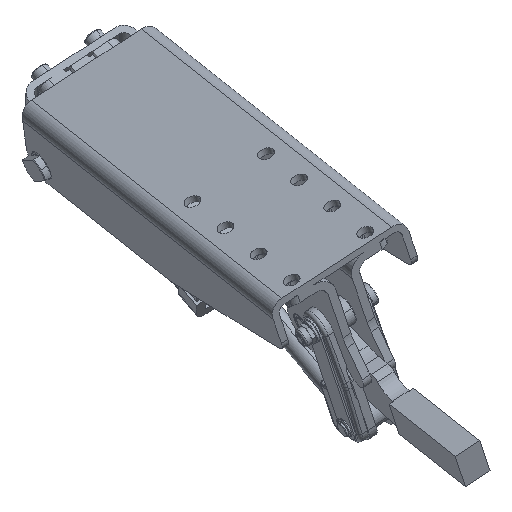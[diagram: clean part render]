
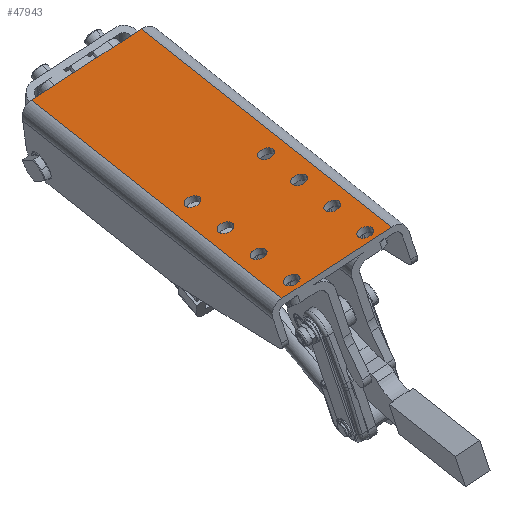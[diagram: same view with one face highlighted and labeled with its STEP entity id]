
A CAD part, top view. The second image highlights one B-rep face of the part: STEP entity #47943.
In plain terms, the highlighted planar face has unit normal (-0.253, 0.738, 0.626).
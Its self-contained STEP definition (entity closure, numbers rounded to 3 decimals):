
#4255=CARTESIAN_POINT('',(251.497,34.472,-124.233));
#4256=VERTEX_POINT('',#4255);
#4265=CARTESIAN_POINT('',(258.317,38.904,-126.7));
#4266=VERTEX_POINT('',#4265);
#4267=CARTESIAN_POINT('',(254.907,36.688,-125.467));
#4268=DIRECTION('',(0.253,-0.737,-0.626));
#4269=DIRECTION('',(-0.802,-0.521,0.29));
#4270=AXIS2_PLACEMENT_3D('',#4267,#4268,#4269);
#4271=CIRCLE('',#4270,4.25);
#4272=EDGE_CURVE('',#4266,#4256,#4271,.T.);
#4318=CARTESIAN_POINT('',(215.388,11.009,-111.17));
#4319=VERTEX_POINT('',#4318);
#4328=CARTESIAN_POINT('',(222.208,15.441,-113.638));
#4329=VERTEX_POINT('',#4328);
#4330=CARTESIAN_POINT('',(218.798,13.225,-112.404));
#4331=DIRECTION('',(0.253,-0.737,-0.626));
#4332=DIRECTION('',(-0.802,-0.521,0.29));
#4333=AXIS2_PLACEMENT_3D('',#4330,#4331,#4332);
#4334=CIRCLE('',#4333,4.25);
#4335=EDGE_CURVE('',#4329,#4319,#4334,.T.);
#4381=CARTESIAN_POINT('',(235.277,47.351,-145.937));
#4382=VERTEX_POINT('',#4381);
#4391=CARTESIAN_POINT('',(242.097,51.783,-148.404));
#4392=VERTEX_POINT('',#4391);
#4393=CARTESIAN_POINT('',(238.687,49.567,-147.17));
#4394=DIRECTION('',(0.253,-0.737,-0.626));
#4395=DIRECTION('',(-0.802,-0.521,0.29));
#4396=AXIS2_PLACEMENT_3D('',#4393,#4394,#4395);
#4397=CIRCLE('',#4396,4.25);
#4398=EDGE_CURVE('',#4392,#4382,#4397,.T.);
#4444=CARTESIAN_POINT('',(199.168,23.888,-132.874));
#4445=VERTEX_POINT('',#4444);
#4454=CARTESIAN_POINT('',(205.988,28.32,-135.341));
#4455=VERTEX_POINT('',#4454);
#4456=CARTESIAN_POINT('',(202.578,26.104,-134.108));
#4457=DIRECTION('',(0.253,-0.737,-0.626));
#4458=DIRECTION('',(-0.802,-0.521,0.29));
#4459=AXIS2_PLACEMENT_3D('',#4456,#4457,#4458);
#4460=CIRCLE('',#4459,4.25);
#4461=EDGE_CURVE('',#4455,#4445,#4460,.T.);
#4507=CARTESIAN_POINT('',(219.057,60.23,-167.64));
#4508=VERTEX_POINT('',#4507);
#4517=CARTESIAN_POINT('',(225.877,64.662,-170.108));
#4518=VERTEX_POINT('',#4517);
#4519=CARTESIAN_POINT('',(222.467,62.446,-168.874));
#4520=DIRECTION('',(0.253,-0.737,-0.626));
#4521=DIRECTION('',(-0.802,-0.521,0.29));
#4522=AXIS2_PLACEMENT_3D('',#4519,#4520,#4521);
#4523=CIRCLE('',#4522,4.25);
#4524=EDGE_CURVE('',#4518,#4508,#4523,.T.);
#4570=CARTESIAN_POINT('',(182.948,36.767,-154.578));
#4571=VERTEX_POINT('',#4570);
#4580=CARTESIAN_POINT('',(189.768,41.199,-157.045));
#4581=VERTEX_POINT('',#4580);
#4582=CARTESIAN_POINT('',(186.358,38.983,-155.811));
#4583=DIRECTION('',(0.253,-0.737,-0.626));
#4584=DIRECTION('',(-0.802,-0.521,0.29));
#4585=AXIS2_PLACEMENT_3D('',#4582,#4583,#4584);
#4586=CIRCLE('',#4585,4.25);
#4587=EDGE_CURVE('',#4581,#4571,#4586,.T.);
#4633=CARTESIAN_POINT('',(202.837,73.109,-189.344));
#4634=VERTEX_POINT('',#4633);
#4643=CARTESIAN_POINT('',(209.657,77.54,-191.811));
#4644=VERTEX_POINT('',#4643);
#4645=CARTESIAN_POINT('',(206.247,75.325,-190.578));
#4646=DIRECTION('',(0.253,-0.737,-0.626));
#4647=DIRECTION('',(-0.802,-0.521,0.29));
#4648=AXIS2_PLACEMENT_3D('',#4645,#4646,#4647);
#4649=CIRCLE('',#4648,4.25);
#4650=EDGE_CURVE('',#4644,#4634,#4649,.T.);
#4696=CARTESIAN_POINT('',(166.728,49.645,-176.281));
#4697=VERTEX_POINT('',#4696);
#4706=CARTESIAN_POINT('',(173.548,54.077,-178.749));
#4707=VERTEX_POINT('',#4706);
#4708=CARTESIAN_POINT('',(170.138,51.861,-177.515));
#4709=DIRECTION('',(0.253,-0.737,-0.626));
#4710=DIRECTION('',(-0.802,-0.521,0.29));
#4711=AXIS2_PLACEMENT_3D('',#4708,#4709,#4710);
#4712=CIRCLE('',#4711,4.25);
#4713=EDGE_CURVE('',#4707,#4697,#4712,.T.);
#47374=CARTESIAN_POINT('',(91.249,101.757,-268.072));
#47375=VERTEX_POINT('',#47374);
#47383=CARTESIAN_POINT('',(145.011,136.691,-287.521));
#47384=VERTEX_POINT('',#47383);
#47385=CARTESIAN_POINT('',(145.011,136.691,-287.521));
#47386=DIRECTION('',(-0.802,-0.521,0.29));
#47387=VECTOR('',#47386,67.);
#47388=LINE('',#47385,#47387);
#47389=EDGE_CURVE('',#47384,#47375,#47388,.T.);
#47425=CARTESIAN_POINT('',(214.026,4.27,-103.785));
#47426=VERTEX_POINT('',#47425);
#47434=CARTESIAN_POINT('',(91.249,101.757,-268.072));
#47435=DIRECTION('',(0.541,-0.429,0.723));
#47436=VECTOR('',#47435,227.087);
#47437=LINE('',#47434,#47436);
#47438=EDGE_CURVE('',#47375,#47426,#47437,.T.);
#47573=CARTESIAN_POINT('',(170.138,51.861,-177.515));
#47574=DIRECTION('',(0.253,-0.737,-0.626));
#47575=DIRECTION('',(-0.802,-0.521,0.29));
#47576=AXIS2_PLACEMENT_3D('',#47573,#47574,#47575);
#47577=CIRCLE('',#47576,4.25);
#47578=EDGE_CURVE('',#4697,#4707,#47577,.T.);
#47612=CARTESIAN_POINT('',(206.247,75.325,-190.578));
#47613=DIRECTION('',(0.253,-0.737,-0.626));
#47614=DIRECTION('',(-0.802,-0.521,0.29));
#47615=AXIS2_PLACEMENT_3D('',#47612,#47613,#47614);
#47616=CIRCLE('',#47615,4.25);
#47617=EDGE_CURVE('',#4634,#4644,#47616,.T.);
#47651=CARTESIAN_POINT('',(186.358,38.983,-155.811));
#47652=DIRECTION('',(0.253,-0.737,-0.626));
#47653=DIRECTION('',(-0.802,-0.521,0.29));
#47654=AXIS2_PLACEMENT_3D('',#47651,#47652,#47653);
#47655=CIRCLE('',#47654,4.25);
#47656=EDGE_CURVE('',#4571,#4581,#47655,.T.);
#47690=CARTESIAN_POINT('',(222.467,62.446,-168.874));
#47691=DIRECTION('',(0.253,-0.737,-0.626));
#47692=DIRECTION('',(-0.802,-0.521,0.29));
#47693=AXIS2_PLACEMENT_3D('',#47690,#47691,#47692);
#47694=CIRCLE('',#47693,4.25);
#47695=EDGE_CURVE('',#4508,#4518,#47694,.T.);
#47737=CARTESIAN_POINT('',(202.578,26.104,-134.108));
#47738=DIRECTION('',(0.253,-0.737,-0.626));
#47739=DIRECTION('',(-0.802,-0.521,0.29));
#47740=AXIS2_PLACEMENT_3D('',#47737,#47738,#47739);
#47741=CIRCLE('',#47740,4.25);
#47742=EDGE_CURVE('',#4445,#4455,#47741,.T.);
#47784=CARTESIAN_POINT('',(238.687,49.567,-147.17));
#47785=DIRECTION('',(0.253,-0.737,-0.626));
#47786=DIRECTION('',(-0.802,-0.521,0.29));
#47787=AXIS2_PLACEMENT_3D('',#47784,#47785,#47786);
#47788=CIRCLE('',#47787,4.25);
#47789=EDGE_CURVE('',#4382,#4392,#47788,.T.);
#47831=CARTESIAN_POINT('',(218.798,13.225,-112.404));
#47832=DIRECTION('',(0.253,-0.737,-0.626));
#47833=DIRECTION('',(-0.802,-0.521,0.29));
#47834=AXIS2_PLACEMENT_3D('',#47831,#47832,#47833);
#47835=CIRCLE('',#47834,4.25);
#47836=EDGE_CURVE('',#4319,#4329,#47835,.T.);
#47878=CARTESIAN_POINT('',(254.907,36.688,-125.467));
#47879=DIRECTION('',(0.253,-0.737,-0.626));
#47880=DIRECTION('',(-0.802,-0.521,0.29));
#47881=AXIS2_PLACEMENT_3D('',#47878,#47879,#47880);
#47882=CIRCLE('',#47881,4.25);
#47883=EDGE_CURVE('',#4256,#4266,#47882,.T.);
#47888=CARTESIAN_POINT('',(176.028,73.252,-200.324));
#47889=DIRECTION('',(0.253,-0.737,-0.626));
#47890=DIRECTION('',(-0.802,-0.521,0.29));
#47891=AXIS2_PLACEMENT_3D('',#47888,#47889,#47890);
#47892=PLANE('',#47891);
#47893=ORIENTED_EDGE('',*,*,#47389,.T.);
#47894=ORIENTED_EDGE('',*,*,#47438,.T.);
#47895=CARTESIAN_POINT('',(267.788,39.204,-123.234));
#47896=VERTEX_POINT('',#47895);
#47897=CARTESIAN_POINT('',(267.788,39.204,-123.234));
#47898=DIRECTION('',(-0.802,-0.521,0.29));
#47899=VECTOR('',#47898,67.);
#47900=LINE('',#47897,#47899);
#47901=EDGE_CURVE('',#47896,#47426,#47900,.T.);
#47902=ORIENTED_EDGE('',*,*,#47901,.F.);
#47903=CARTESIAN_POINT('',(267.788,39.204,-123.234));
#47904=DIRECTION('',(-0.541,0.429,-0.723));
#47905=VECTOR('',#47904,227.087);
#47906=LINE('',#47903,#47905);
#47907=EDGE_CURVE('',#47896,#47384,#47906,.T.);
#47908=ORIENTED_EDGE('',*,*,#47907,.T.);
#47909=EDGE_LOOP('',(#47893,#47894,#47902,#47908));
#47910=FACE_OUTER_BOUND('',#47909,.T.);
#47911=ORIENTED_EDGE('',*,*,#4713,.T.);
#47912=ORIENTED_EDGE('',*,*,#47578,.T.);
#47913=EDGE_LOOP('',(#47911,#47912));
#47914=FACE_BOUND('',#47913,.T.);
#47915=ORIENTED_EDGE('',*,*,#4650,.T.);
#47916=ORIENTED_EDGE('',*,*,#47617,.T.);
#47917=EDGE_LOOP('',(#47915,#47916));
#47918=FACE_BOUND('',#47917,.T.);
#47919=ORIENTED_EDGE('',*,*,#4587,.T.);
#47920=ORIENTED_EDGE('',*,*,#47656,.T.);
#47921=EDGE_LOOP('',(#47919,#47920));
#47922=FACE_BOUND('',#47921,.T.);
#47923=ORIENTED_EDGE('',*,*,#4524,.T.);
#47924=ORIENTED_EDGE('',*,*,#47695,.T.);
#47925=EDGE_LOOP('',(#47923,#47924));
#47926=FACE_BOUND('',#47925,.T.);
#47927=ORIENTED_EDGE('',*,*,#4461,.T.);
#47928=ORIENTED_EDGE('',*,*,#47742,.T.);
#47929=EDGE_LOOP('',(#47927,#47928));
#47930=FACE_BOUND('',#47929,.T.);
#47931=ORIENTED_EDGE('',*,*,#4398,.T.);
#47932=ORIENTED_EDGE('',*,*,#47789,.T.);
#47933=EDGE_LOOP('',(#47931,#47932));
#47934=FACE_BOUND('',#47933,.T.);
#47935=ORIENTED_EDGE('',*,*,#4335,.T.);
#47936=ORIENTED_EDGE('',*,*,#47836,.T.);
#47937=EDGE_LOOP('',(#47935,#47936));
#47938=FACE_BOUND('',#47937,.T.);
#47939=ORIENTED_EDGE('',*,*,#4272,.T.);
#47940=ORIENTED_EDGE('',*,*,#47883,.T.);
#47941=EDGE_LOOP('',(#47939,#47940));
#47942=FACE_BOUND('',#47941,.T.);
#47943=ADVANCED_FACE('',(#47910,#47914,#47918,#47922,#47926,#47930,#47934,#47938,#47942),#47892,.F.);
